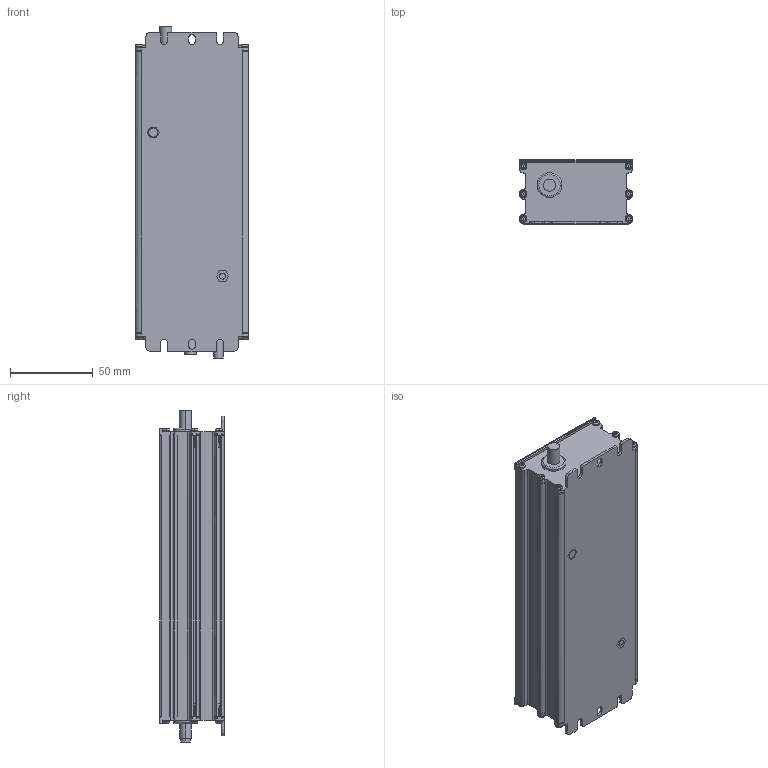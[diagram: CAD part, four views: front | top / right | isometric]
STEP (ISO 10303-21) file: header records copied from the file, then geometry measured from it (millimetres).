
FILE_DESCRIPTION(('Creo Elements/Direct Modeling STEP Export'),'2;1');
FILE_NAME('M90 3 cables.stp','2020-06-26T11:13:53',(''),(''),'PTC Creo Elements/Direct Modeling STEP processor for AP214 (Solid Model)','PTC Creo Elements/Direct Modeling 19.0E 27-Jun-2016 (C) Parametric Technology GmbH','');
FILE_SCHEMA(('AUTOMOTIVE_DESIGN { 1 0 10303 214 1 1 1 1 }'));
Length unit declared in the file: millimetre
Products named in the file (5): X6_SIDE_1_75_105_150_200_3.PRT; screw; RIVETING; SCREWS; M90_3_cables
Assembly tree (16 placements, depth 3):
  M90_3_cables
    SCREWS
      RIVETING  x2
      screw  x12
    X6_SIDE_1_75_105_150_200_3.PRT
Bounding box: 68 x 39 x 201.2 mm (x, y, z)
Volume: 83055.2 mm3; surface area: 96492.4 mm2
Topology: 15 solids, 15 shells, 1026 faces, 2767 edges, 1802 vertices
Faces by surface type: cylinder 459, plane 371, bspline 96, torus 60, extrusion 40
Entity records: 16670 total; most frequent: CARTESIAN_POINT 4436, ORIENTED_EDGE 2734, DIRECTION 2316, EDGE_CURVE 1365, VERTEX_POINT 887, AXIS2_PLACEMENT_3D 799, VECTOR 718, LINE 678
